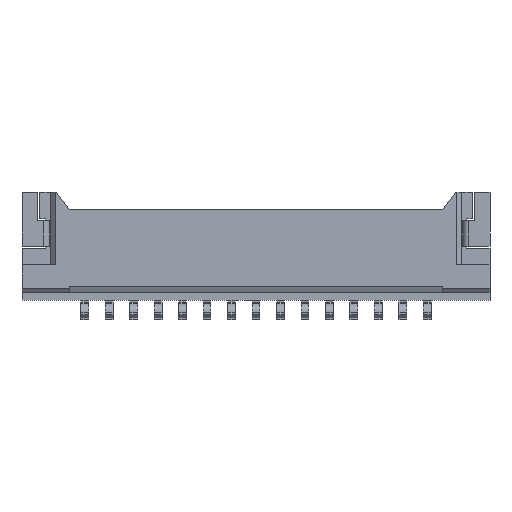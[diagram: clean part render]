
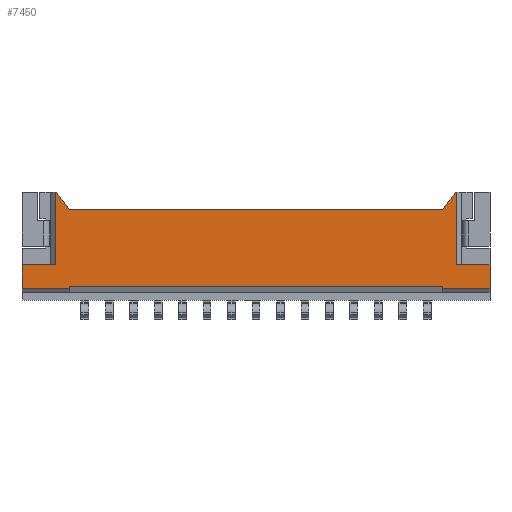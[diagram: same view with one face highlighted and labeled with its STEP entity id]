
A CAD part, front view. The second image highlights one B-rep face of the part: STEP entity #7450.
In plain terms, the highlighted planar face has unit normal (0, -1, 0).
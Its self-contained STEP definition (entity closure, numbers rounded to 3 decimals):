
#1=DIRECTION('',(0.,0.,-1.));
#2=VECTOR('',#1,3.7);
#3=CARTESIAN_POINT('',(-10.25,-0.925,2.75));
#4=LINE('',#3,#2);
#5=DIRECTION('',(1.,0.,0.));
#6=VECTOR('',#5,0.06);
#7=CARTESIAN_POINT('',(-10.25,-0.925,2.75));
#8=LINE('',#7,#6);
#9=DIRECTION('',(0.588,0.,-0.809));
#10=VECTOR('',#9,1.113);
#11=CARTESIAN_POINT('',(-10.19,-0.925,2.75));
#12=LINE('',#11,#10);
#13=DIRECTION('',(1.,0.,0.));
#14=VECTOR('',#13,19.07);
#15=CARTESIAN_POINT('',(-9.535,-0.925,1.85));
#16=LINE('',#15,#14);
#17=DIRECTION('',(0.588,0.,0.809));
#18=VECTOR('',#17,1.113);
#19=CARTESIAN_POINT('',(9.535,-0.925,1.85));
#20=LINE('',#19,#18);
#21=DIRECTION('',(1.,0.,0.));
#22=VECTOR('',#21,0.06);
#23=CARTESIAN_POINT('',(10.19,-0.925,2.75));
#24=LINE('',#23,#22);
#25=DIRECTION('',(0.,0.,1.));
#26=VECTOR('',#25,3.7);
#27=CARTESIAN_POINT('',(10.25,-0.925,-0.95));
#28=LINE('',#27,#26);
#29=DIRECTION('',(0.,0.,-1.));
#30=VECTOR('',#29,1.2);
#31=CARTESIAN_POINT('',(11.95,-0.925,-0.95));
#32=LINE('',#31,#30);
#33=DIRECTION('',(-1.,0.,0.));
#34=VECTOR('',#33,2.415);
#35=CARTESIAN_POINT('',(11.95,-0.925,-2.15));
#36=LINE('',#35,#34);
#37=DIRECTION('',(0.,0.,1.));
#38=VECTOR('',#37,0.1);
#39=CARTESIAN_POINT('',(9.535,-0.925,-2.15));
#40=LINE('',#39,#38);
#41=DIRECTION('',(1.,0.,0.));
#42=VECTOR('',#41,19.07);
#43=CARTESIAN_POINT('',(-9.535,-0.925,-2.05));
#44=LINE('',#43,#42);
#45=DIRECTION('',(0.,0.,1.));
#46=VECTOR('',#45,0.1);
#47=CARTESIAN_POINT('',(-9.535,-0.925,-2.15));
#48=LINE('',#47,#46);
#49=DIRECTION('',(-1.,0.,0.));
#50=VECTOR('',#49,2.415);
#51=CARTESIAN_POINT('',(-9.535,-0.925,-2.15));
#52=LINE('',#51,#50);
#53=DIRECTION('',(0.,0.,1.));
#54=VECTOR('',#53,1.2);
#55=CARTESIAN_POINT('',(-11.95,-0.925,-2.15));
#56=LINE('',#55,#54);
#61=DIRECTION('',(-1.,0.,0.));
#62=VECTOR('',#61,1.7);
#63=CARTESIAN_POINT('',(-10.25,-0.925,-0.95));
#64=LINE('',#63,#62);
#813=DIRECTION('',(-1.,0.,0.));
#814=VECTOR('',#813,1.7);
#815=CARTESIAN_POINT('',(11.95,-0.925,-0.95));
#816=LINE('',#815,#814);
#5655=CARTESIAN_POINT('',(9.535,-0.925,1.85));
#5656=CARTESIAN_POINT('',(10.19,-0.925,2.75));
#5657=VERTEX_POINT('',#5655);
#5658=VERTEX_POINT('',#5656);
#5659=CARTESIAN_POINT('',(-9.535,-0.925,1.85));
#5660=VERTEX_POINT('',#5659);
#5671=CARTESIAN_POINT('',(-10.19,-0.925,2.75));
#5672=VERTEX_POINT('',#5671);
#5837=CARTESIAN_POINT('',(11.95,-0.925,-0.95));
#5838=VERTEX_POINT('',#5837);
#5843=CARTESIAN_POINT('',(-11.95,-0.925,-0.95));
#5844=VERTEX_POINT('',#5843);
#5935=CARTESIAN_POINT('',(-10.25,-0.925,-0.95));
#5936=VERTEX_POINT('',#5935);
#6011=CARTESIAN_POINT('',(11.95,-0.925,-2.15));
#6012=VERTEX_POINT('',#6011);
#6015=CARTESIAN_POINT('',(-11.95,-0.925,-2.15));
#6016=VERTEX_POINT('',#6015);
#6029=CARTESIAN_POINT('',(-10.25,-0.925,2.75));
#6030=VERTEX_POINT('',#6029);
#6031=CARTESIAN_POINT('',(10.25,-0.925,2.75));
#6032=VERTEX_POINT('',#6031);
#6033=CARTESIAN_POINT('',(10.25,-0.925,-0.95));
#6034=VERTEX_POINT('',#6033);
#6083=CARTESIAN_POINT('',(9.535,-0.925,-2.15));
#6084=CARTESIAN_POINT('',(9.535,-0.925,-2.05));
#6085=VERTEX_POINT('',#6083);
#6086=VERTEX_POINT('',#6084);
#6087=CARTESIAN_POINT('',(-9.535,-0.925,-2.15));
#6088=CARTESIAN_POINT('',(-9.535,-0.925,-2.05));
#6089=VERTEX_POINT('',#6087);
#6090=VERTEX_POINT('',#6088);
#7411=CARTESIAN_POINT('',(0.,-0.925,0.));
#7412=DIRECTION('',(0.,-1.,0.));
#7413=DIRECTION('',(-1.,0.,0.));
#7414=AXIS2_PLACEMENT_3D('',#7411,#7412,#7413);
#7415=PLANE('',#7414);
#7417=ORIENTED_EDGE('',*,*,#7416,.F.);
#7419=ORIENTED_EDGE('',*,*,#7418,.T.);
#7421=ORIENTED_EDGE('',*,*,#7420,.T.);
#7423=ORIENTED_EDGE('',*,*,#7422,.T.);
#7425=ORIENTED_EDGE('',*,*,#7424,.T.);
#7427=ORIENTED_EDGE('',*,*,#7426,.T.);
#7429=ORIENTED_EDGE('',*,*,#7428,.F.);
#7431=ORIENTED_EDGE('',*,*,#7430,.F.);
#7433=ORIENTED_EDGE('',*,*,#7432,.T.);
#7435=ORIENTED_EDGE('',*,*,#7434,.T.);
#7437=ORIENTED_EDGE('',*,*,#7436,.T.);
#7439=ORIENTED_EDGE('',*,*,#7438,.F.);
#7441=ORIENTED_EDGE('',*,*,#7440,.F.);
#7443=ORIENTED_EDGE('',*,*,#7442,.T.);
#7445=ORIENTED_EDGE('',*,*,#7444,.T.);
#7447=ORIENTED_EDGE('',*,*,#7446,.F.);
#7448=EDGE_LOOP('',(#7417,#7419,#7421,#7423,#7425,#7427,#7429,#7431,#7433,#7435,
#7437,#7439,#7441,#7443,#7445,#7447));
#7449=FACE_OUTER_BOUND('',#7448,.F.);
#7450=ADVANCED_FACE('',(#7449),#7415,.T.);
#7416=EDGE_CURVE('',#6030,#5936,#4,.T.);
#7418=EDGE_CURVE('',#6030,#5672,#8,.T.);
#7420=EDGE_CURVE('',#5672,#5660,#12,.T.);
#7422=EDGE_CURVE('',#5660,#5657,#16,.T.);
#7424=EDGE_CURVE('',#5657,#5658,#20,.T.);
#7426=EDGE_CURVE('',#5658,#6032,#24,.T.);
#7428=EDGE_CURVE('',#6034,#6032,#28,.T.);
#7430=EDGE_CURVE('',#5838,#6034,#816,.T.);
#7432=EDGE_CURVE('',#5838,#6012,#32,.T.);
#7434=EDGE_CURVE('',#6012,#6085,#36,.T.);
#7436=EDGE_CURVE('',#6085,#6086,#40,.T.);
#7438=EDGE_CURVE('',#6090,#6086,#44,.T.);
#7440=EDGE_CURVE('',#6089,#6090,#48,.T.);
#7442=EDGE_CURVE('',#6089,#6016,#52,.T.);
#7444=EDGE_CURVE('',#6016,#5844,#56,.T.);
#7446=EDGE_CURVE('',#5936,#5844,#64,.T.);
